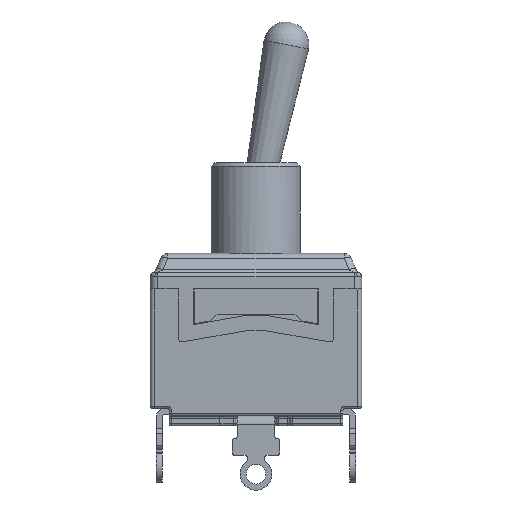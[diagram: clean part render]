
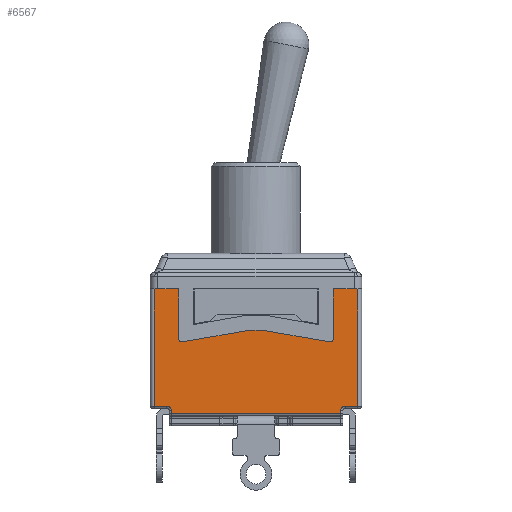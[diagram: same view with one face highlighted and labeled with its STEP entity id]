
A CAD part, front view. The second image highlights one B-rep face of the part: STEP entity #6567.
In plain terms, the highlighted planar face has unit normal (0, -1, 0).
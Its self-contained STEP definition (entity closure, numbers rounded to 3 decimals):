
#435=LINE('',#10744,#969);
#443=LINE('',#10765,#977);
#449=LINE('',#10777,#983);
#489=LINE('',#10867,#1023);
#493=LINE('',#10885,#1027);
#502=LINE('',#10911,#1036);
#506=LINE('',#10921,#1040);
#507=LINE('',#10925,#1041);
#508=LINE('',#10926,#1042);
#509=LINE('',#10928,#1043);
#510=LINE('',#10930,#1044);
#511=LINE('',#10934,#1045);
#512=LINE('',#10936,#1046);
#513=LINE('',#10938,#1047);
#969=VECTOR('',#8494,10.);
#977=VECTOR('',#8510,10.);
#983=VECTOR('',#8518,10.);
#1023=VECTOR('',#8592,10.);
#1027=VECTOR('',#8612,10.);
#1036=VECTOR('',#8641,10.);
#1040=VECTOR('',#8653,10.);
#1041=VECTOR('',#8656,10.);
#1042=VECTOR('',#8657,10.);
#1043=VECTOR('',#8660,10.);
#1044=VECTOR('',#8661,10.);
#1045=VECTOR('',#8664,10.);
#1046=VECTOR('',#8665,10.);
#1047=VECTOR('',#8666,10.);
#1574=FACE_OUTER_BOUND('',#1988,.T.);
#1988=EDGE_LOOP('',(#5172,#5173,#5174,#5175,#5176,#5177,#5178,#5179,#5180,
#5181,#5182,#5183,#5184,#5185,#5186,#5187,#5188,#5189,#5190,#5191));
#2402=CIRCLE('',#7159,0.5);
#2404=CIRCLE('',#7163,0.5);
#2407=CIRCLE('',#7172,0.5);
#2409=CIRCLE('',#7176,0.5);
#2410=CIRCLE('',#7177,0.6);
#2411=CIRCLE('',#7178,0.6);
#2943=VERTEX_POINT('',#10741);
#2944=VERTEX_POINT('',#10743);
#2951=VERTEX_POINT('',#10761);
#2953=VERTEX_POINT('',#10764);
#2956=VERTEX_POINT('',#10771);
#2958=VERTEX_POINT('',#10775);
#2990=VERTEX_POINT('',#10864);
#2991=VERTEX_POINT('',#10866);
#2995=VERTEX_POINT('',#10878);
#2996=VERTEX_POINT('',#10882);
#2999=VERTEX_POINT('',#10890);
#3003=VERTEX_POINT('',#10908);
#3006=VERTEX_POINT('',#10918);
#3007=VERTEX_POINT('',#10923);
#3008=VERTEX_POINT('',#10924);
#3009=VERTEX_POINT('',#10929);
#3010=VERTEX_POINT('',#10931);
#3011=VERTEX_POINT('',#10933);
#3012=VERTEX_POINT('',#10935);
#3013=VERTEX_POINT('',#10937);
#3685=EDGE_CURVE('',#2944,#2943,#435,.T.);
#3695=EDGE_CURVE('',#2953,#2951,#443,.T.);
#3701=EDGE_CURVE('',#2956,#2958,#449,.T.);
#3744=EDGE_CURVE('',#2990,#2991,#489,.T.);
#3750=EDGE_CURVE('',#2956,#2995,#2402,.F.);
#3753=EDGE_CURVE('',#2943,#2996,#493,.T.);
#3757=EDGE_CURVE('',#2999,#2996,#2404,.F.);
#3766=EDGE_CURVE('',#2999,#3003,#502,.T.);
#3768=EDGE_CURVE('',#3003,#2953,#2407,.T.);
#3772=EDGE_CURVE('',#3006,#2995,#506,.T.);
#3773=EDGE_CURVE('',#3007,#3008,#507,.T.);
#3774=EDGE_CURVE('',#2944,#3007,#508,.T.);
#3775=EDGE_CURVE('',#2951,#3006,#2409,.T.);
#3776=EDGE_CURVE('',#2958,#2991,#509,.T.);
#3777=EDGE_CURVE('',#3009,#2990,#510,.T.);
#3778=EDGE_CURVE('',#3010,#3009,#2410,.T.);
#3779=EDGE_CURVE('',#3011,#3010,#511,.T.);
#3780=EDGE_CURVE('',#3012,#3011,#512,.T.);
#3781=EDGE_CURVE('',#3013,#3012,#513,.T.);
#3782=EDGE_CURVE('',#3008,#3013,#2411,.T.);
#5172=ORIENTED_EDGE('',*,*,#3773,.F.);
#5173=ORIENTED_EDGE('',*,*,#3774,.F.);
#5174=ORIENTED_EDGE('',*,*,#3685,.T.);
#5175=ORIENTED_EDGE('',*,*,#3753,.T.);
#5176=ORIENTED_EDGE('',*,*,#3757,.F.);
#5177=ORIENTED_EDGE('',*,*,#3766,.T.);
#5178=ORIENTED_EDGE('',*,*,#3768,.T.);
#5179=ORIENTED_EDGE('',*,*,#3695,.T.);
#5180=ORIENTED_EDGE('',*,*,#3775,.T.);
#5181=ORIENTED_EDGE('',*,*,#3772,.T.);
#5182=ORIENTED_EDGE('',*,*,#3750,.F.);
#5183=ORIENTED_EDGE('',*,*,#3701,.T.);
#5184=ORIENTED_EDGE('',*,*,#3776,.T.);
#5185=ORIENTED_EDGE('',*,*,#3744,.F.);
#5186=ORIENTED_EDGE('',*,*,#3777,.F.);
#5187=ORIENTED_EDGE('',*,*,#3778,.F.);
#5188=ORIENTED_EDGE('',*,*,#3779,.F.);
#5189=ORIENTED_EDGE('',*,*,#3780,.F.);
#5190=ORIENTED_EDGE('',*,*,#3781,.F.);
#5191=ORIENTED_EDGE('',*,*,#3782,.F.);
#6346=PLANE('',#7175);
#6567=ADVANCED_FACE('',(#1574),#6346,.T.);
#7159=AXIS2_PLACEMENT_3D('',#10879,#8606,#8607);
#7163=AXIS2_PLACEMENT_3D('',#10892,#8619,#8620);
#7172=AXIS2_PLACEMENT_3D('',#10914,#8645,#8646);
#7175=AXIS2_PLACEMENT_3D('',#10922,#8654,#8655);
#7176=AXIS2_PLACEMENT_3D('',#10927,#8658,#8659);
#7177=AXIS2_PLACEMENT_3D('',#10932,#8662,#8663);
#7178=AXIS2_PLACEMENT_3D('',#10939,#8667,#8668);
#8494=DIRECTION('',(-1.,0.,0.));
#8510=DIRECTION('',(-1.,0.,0.));
#8518=DIRECTION('',(0.,0.,1.));
#8592=DIRECTION('',(0.,0.,1.));
#8606=DIRECTION('center_axis',(0.,1.,0.));
#8607=DIRECTION('ref_axis',(-0.643,0.,-0.766));
#8612=DIRECTION('',(0.,0.,-1.));
#8619=DIRECTION('center_axis',(0.,1.,0.));
#8620=DIRECTION('ref_axis',(0.643,0.,-0.766));
#8641=DIRECTION('',(-0.985,0.,0.174));
#8645=DIRECTION('center_axis',(0.,-1.,0.));
#8646=DIRECTION('ref_axis',(0.087,0.,0.996));
#8653=DIRECTION('',(-0.985,0.,-0.174));
#8654=DIRECTION('center_axis',(0.,-1.,0.));
#8655=DIRECTION('ref_axis',(0.,0.,-1.));
#8656=DIRECTION('',(-1.,0.,0.));
#8657=DIRECTION('',(0.,0.,-1.));
#8658=DIRECTION('center_axis',(0.,-1.,0.));
#8659=DIRECTION('ref_axis',(-0.087,0.,0.996));
#8660=DIRECTION('',(-1.,0.,0.));
#8661=DIRECTION('',(-1.,0.,0.));
#8662=DIRECTION('center_axis',(0.,-1.,0.));
#8663=DIRECTION('ref_axis',(0.707,0.,0.707));
#8664=DIRECTION('',(0.,0.,1.));
#8665=DIRECTION('',(-1.,0.,0.));
#8666=DIRECTION('',(0.,0.,-1.));
#8667=DIRECTION('center_axis',(0.,-1.,0.));
#8668=DIRECTION('ref_axis',(-0.707,0.,0.707));
#10741=CARTESIAN_POINT('',(10.25,-6.55,0.));
#10743=CARTESIAN_POINT('',(13.475,-6.55,0.));
#10744=CARTESIAN_POINT('',(13.975,-6.55,0.));
#10761=CARTESIAN_POINT('',(-0.833,-6.55,-5.45));
#10764=CARTESIAN_POINT('',(0.833,-6.55,-5.45));
#10765=CARTESIAN_POINT('',(-7.426,-6.55,-5.45));
#10771=CARTESIAN_POINT('',(-10.25,-6.55,-6.507));
#10775=CARTESIAN_POINT('',(-10.25,-6.55,0.));
#10777=CARTESIAN_POINT('',(-10.25,-6.55,0.));
#10864=CARTESIAN_POINT('',(-13.475,-6.55,-15.5));
#10866=CARTESIAN_POINT('',(-13.475,-6.55,0.));
#10867=CARTESIAN_POINT('',(-13.475,-6.55,0.));
#10878=CARTESIAN_POINT('',(-9.663,-6.55,-6.999));
#10879=CARTESIAN_POINT('Origin',(-9.75,-6.55,-6.507));
#10882=CARTESIAN_POINT('',(10.25,-6.55,-6.507));
#10885=CARTESIAN_POINT('',(10.25,-6.55,-3.551));
#10890=CARTESIAN_POINT('',(9.663,-6.55,-6.999));
#10892=CARTESIAN_POINT('Origin',(9.75,-6.55,-6.507));
#10908=CARTESIAN_POINT('',(0.92,-6.55,-5.458));
#10911=CARTESIAN_POINT('',(-6.791,-6.55,-4.098));
#10914=CARTESIAN_POINT('Origin',(0.833,-6.55,-5.95));
#10918=CARTESIAN_POINT('',(-0.92,-6.55,-5.458));
#10921=CARTESIAN_POINT('',(-11.449,-6.55,-7.314));
#10922=CARTESIAN_POINT('Origin',(-13.975,-6.55,0.));
#10923=CARTESIAN_POINT('',(13.475,-6.55,-15.5));
#10924=CARTESIAN_POINT('',(11.8,-6.55,-15.5));
#10925=CARTESIAN_POINT('',(-6.988,-6.55,-15.5));
#10926=CARTESIAN_POINT('',(13.475,-6.55,0.));
#10927=CARTESIAN_POINT('Origin',(-0.833,-6.55,-5.95));
#10928=CARTESIAN_POINT('',(13.975,-6.55,0.));
#10929=CARTESIAN_POINT('',(-11.8,-6.55,-15.5));
#10930=CARTESIAN_POINT('',(-6.988,-6.55,-15.5));
#10931=CARTESIAN_POINT('',(-11.2,-6.55,-16.1));
#10932=CARTESIAN_POINT('Origin',(-11.8,-6.55,-16.1));
#10933=CARTESIAN_POINT('',(-11.2,-6.55,-16.5));
#10934=CARTESIAN_POINT('',(-11.2,-6.55,-7.9));
#10935=CARTESIAN_POINT('',(11.2,-6.55,-16.5));
#10936=CARTESIAN_POINT('',(-6.988,-6.55,-16.5));
#10937=CARTESIAN_POINT('',(11.2,-6.55,-16.1));
#10938=CARTESIAN_POINT('',(11.2,-6.55,-7.9));
#10939=CARTESIAN_POINT('Origin',(11.8,-6.55,-16.1));
